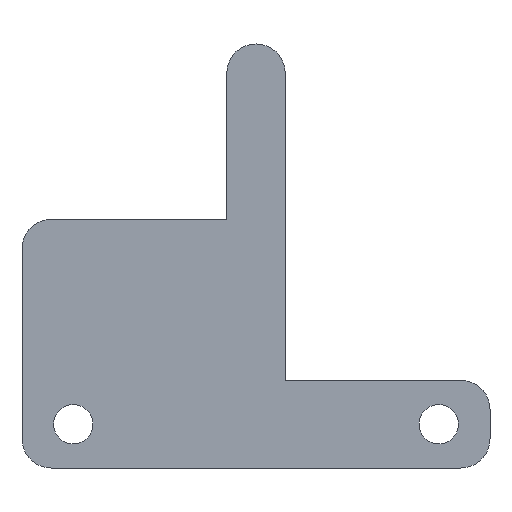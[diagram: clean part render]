
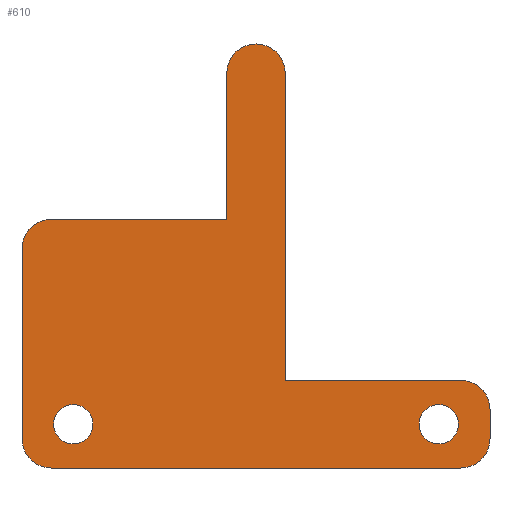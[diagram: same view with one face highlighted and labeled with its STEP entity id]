
A CAD part, front view. The second image highlights one B-rep face of the part: STEP entity #610.
In plain terms, the highlighted planar face has unit normal (0, -1, 0).
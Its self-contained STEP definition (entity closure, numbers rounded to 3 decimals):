
#5 = DIRECTION ( 'NONE',  ( 0., 0., 1. ) ) ;
#9 = AXIS2_PLACEMENT_3D ( 'NONE', #415, #63, #5 ) ;
#13 = CARTESIAN_POINT ( 'NONE',  ( 32., 0., 6. ) ) ;
#17 = EDGE_CURVE ( 'NONE', #442, #210, #384, .T. ) ;
#19 = AXIS2_PLACEMENT_3D ( 'NONE', #106, #600, #550 ) ;
#25 = CARTESIAN_POINT ( 'NONE',  ( 23.626, 0., 6. ) ) ;
#28 = VECTOR ( 'NONE', #607, 1000. ) ;
#39 = VERTEX_POINT ( 'NONE', #201 ) ;
#40 = LINE ( 'NONE', #537, #274 ) ;
#41 = AXIS2_PLACEMENT_3D ( 'NONE', #538, #642, #378 ) ;
#46 = DIRECTION ( 'NONE',  ( 0., 1., 0. ) ) ;
#53 = EDGE_CURVE ( 'NONE', #39, #308, #269, .T. ) ;
#54 = DIRECTION ( 'NONE',  ( 0., 0., 1. ) ) ;
#55 = CARTESIAN_POINT ( 'NONE',  ( 32., 0., 0. ) ) ;
#58 = AXIS2_PLACEMENT_3D ( 'NONE', #189, #292, #584 ) ;
#59 = CARTESIAN_POINT ( 'NONE',  ( 18., 0., 29. ) ) ;
#60 = VERTEX_POINT ( 'NONE', #367 ) ;
#63 = DIRECTION ( 'NONE',  ( 0., -1., 0. ) ) ;
#72 = DIRECTION ( 'NONE',  ( 0., 0., 1. ) ) ;
#79 = VERTEX_POINT ( 'NONE', #561 ) ;
#84 = VERTEX_POINT ( 'NONE', #604 ) ;
#88 = EDGE_CURVE ( 'NONE', #275, #79, #527, .T. ) ;
#95 = CARTESIAN_POINT ( 'NONE',  ( 14., 0., 17. ) ) ;
#106 = CARTESIAN_POINT ( 'NONE',  ( 2., 0., 2. ) ) ;
#107 = VECTOR ( 'NONE', #523, 1000. ) ;
#108 = ORIENTED_EDGE ( 'NONE', *, *, #410, .F. ) ;
#112 = LINE ( 'NONE', #55, #658 ) ;
#115 = AXIS2_PLACEMENT_3D ( 'NONE', #151, #564, #54 ) ;
#121 = EDGE_CURVE ( 'NONE', #518, #634, #214, .T. ) ;
#122 = DIRECTION ( 'NONE',  ( 0., -1., 0. ) ) ;
#124 = CARTESIAN_POINT ( 'NONE',  ( 0., 0., 2. ) ) ;
#130 = ORIENTED_EDGE ( 'NONE', *, *, #343, .F. ) ;
#133 = CARTESIAN_POINT ( 'NONE',  ( 30., 0., 6. ) ) ;
#140 = DIRECTION ( 'NONE',  ( 0., 0., 1. ) ) ;
#142 = ORIENTED_EDGE ( 'NONE', *, *, #309, .T. ) ;
#151 = CARTESIAN_POINT ( 'NONE',  ( 30., 0., 2. ) ) ;
#156 = CARTESIAN_POINT ( 'NONE',  ( 30., 0., 4. ) ) ;
#166 = CARTESIAN_POINT ( 'NONE',  ( 3.5, 0., 3. ) ) ;
#172 = VERTEX_POINT ( 'NONE', #484 ) ;
#189 = CARTESIAN_POINT ( 'NONE',  ( 0., 0., 0. ) ) ;
#190 = CARTESIAN_POINT ( 'NONE',  ( 32., 0., 2. ) ) ;
#201 = CARTESIAN_POINT ( 'NONE',  ( 14., 0., 17. ) ) ;
#203 = EDGE_CURVE ( 'NONE', #372, #549, #347, .T. ) ;
#210 = VERTEX_POINT ( 'NONE', #190 ) ;
#214 = LINE ( 'NONE', #59, #333 ) ;
#215 = DIRECTION ( 'NONE',  ( 0., 0., 1. ) ) ;
#224 = LINE ( 'NONE', #423, #107 ) ;
#226 = DIRECTION ( 'NONE',  ( 0., 0., 1. ) ) ;
#229 = CARTESIAN_POINT ( 'NONE',  ( 16., 0., 27. ) ) ;
#238 = ORIENTED_EDGE ( 'NONE', *, *, #530, .F. ) ;
#254 = DIRECTION ( 'NONE',  ( 0., 0., 1. ) ) ;
#255 = VERTEX_POINT ( 'NONE', #133 ) ;
#259 = ORIENTED_EDGE ( 'NONE', *, *, #481, .T. ) ;
#263 = ORIENTED_EDGE ( 'NONE', *, *, #362, .T. ) ;
#269 = LINE ( 'NONE', #95, #28 ) ;
#273 = AXIS2_PLACEMENT_3D ( 'NONE', #383, #375, #226 ) ;
#274 = VECTOR ( 'NONE', #140, 1000. ) ;
#275 = VERTEX_POINT ( 'NONE', #124 ) ;
#277 = LINE ( 'NONE', #13, #474 ) ;
#283 = CIRCLE ( 'NONE', #506, 2. ) ;
#288 = EDGE_LOOP ( 'NONE', ( #263, #618 ) ) ;
#291 = VERTEX_POINT ( 'NONE', #419 ) ;
#292 = DIRECTION ( 'NONE',  ( 0., 1., 0. ) ) ;
#294 = VERTEX_POINT ( 'NONE', #357 ) ;
#295 = AXIS2_PLACEMENT_3D ( 'NONE', #461, #657, #215 ) ;
#297 = EDGE_CURVE ( 'NONE', #294, #84, #635, .T. ) ;
#303 = CARTESIAN_POINT ( 'NONE',  ( 18., 0., 6. ) ) ;
#308 = VERTEX_POINT ( 'NONE', #565 ) ;
#309 = EDGE_CURVE ( 'NONE', #291, #255, #283, .T. ) ;
#313 = CIRCLE ( 'NONE', #295, 1.35 ) ;
#322 = ORIENTED_EDGE ( 'NONE', *, *, #88, .T. ) ;
#323 = EDGE_CURVE ( 'NONE', #172, #60, #313, .T. ) ;
#333 = VECTOR ( 'NONE', #558, 1000. ) ;
#343 = EDGE_CURVE ( 'NONE', #442, #79, #112, .T. ) ;
#344 = FACE_OUTER_BOUND ( 'NONE', #560, .T. ) ;
#347 = CIRCLE ( 'NONE', #41, 1.35 ) ;
#352 = ORIENTED_EDGE ( 'NONE', *, *, #323, .T. ) ;
#357 = CARTESIAN_POINT ( 'NONE',  ( 2., 0., 17. ) ) ;
#362 = EDGE_CURVE ( 'NONE', #549, #372, #376, .T. ) ;
#367 = CARTESIAN_POINT ( 'NONE',  ( 28.5, 0., 1.65 ) ) ;
#372 = VERTEX_POINT ( 'NONE', #470 ) ;
#375 = DIRECTION ( 'NONE',  ( 0., 1., 0. ) ) ;
#376 = CIRCLE ( 'NONE', #456, 1.35 ) ;
#378 = DIRECTION ( 'NONE',  ( 0., 0., 1. ) ) ;
#379 = EDGE_CURVE ( 'NONE', #291, #210, #277, .T. ) ;
#383 = CARTESIAN_POINT ( 'NONE',  ( 28.5, 0., 3. ) ) ;
#384 = CIRCLE ( 'NONE', #115, 2. ) ;
#389 = FACE_BOUND ( 'NONE', #619, .T. ) ;
#392 = ORIENTED_EDGE ( 'NONE', *, *, #297, .T. ) ;
#396 = CARTESIAN_POINT ( 'NONE',  ( 18., 0., 27. ) ) ;
#398 = ORIENTED_EDGE ( 'NONE', *, *, #17, .T. ) ;
#410 = EDGE_CURVE ( 'NONE', #294, #39, #224, .T. ) ;
#415 = CARTESIAN_POINT ( 'NONE',  ( 2., 0., 15. ) ) ;
#417 = AXIS2_PLACEMENT_3D ( 'NONE', #626, #122, #72 ) ;
#418 = CIRCLE ( 'NONE', #497, 2. ) ;
#419 = CARTESIAN_POINT ( 'NONE',  ( 32., 0., 4. ) ) ;
#421 = CARTESIAN_POINT ( 'NONE',  ( 30., 0., 0. ) ) ;
#423 = CARTESIAN_POINT ( 'NONE',  ( 0., 0., 17. ) ) ;
#429 = DIRECTION ( 'NONE',  ( 0., -1., 0. ) ) ;
#434 = EDGE_CURVE ( 'NONE', #655, #308, #616, .T. ) ;
#442 = VERTEX_POINT ( 'NONE', #421 ) ;
#443 = PLANE ( 'NONE',  #58 ) ;
#454 = DIRECTION ( 'NONE',  ( 0., -1., 0. ) ) ;
#456 = AXIS2_PLACEMENT_3D ( 'NONE', #166, #46, #254 ) ;
#458 = DIRECTION ( 'NONE',  ( -1., 0., 0. ) ) ;
#461 = CARTESIAN_POINT ( 'NONE',  ( 28.5, 0., 3. ) ) ;
#467 = CIRCLE ( 'NONE', #273, 1.35 ) ;
#468 = VECTOR ( 'NONE', #546, 1000. ) ;
#469 = DIRECTION ( 'NONE',  ( 0., 0., -1. ) ) ;
#470 = CARTESIAN_POINT ( 'NONE',  ( 3.5, 0., 1.65 ) ) ;
#474 = VECTOR ( 'NONE', #469, 1000. ) ;
#481 = EDGE_CURVE ( 'NONE', #60, #172, #467, .T. ) ;
#484 = CARTESIAN_POINT ( 'NONE',  ( 28.5, 0., 4.35 ) ) ;
#492 = EDGE_CURVE ( 'NONE', #518, #655, #418, .T. ) ;
#497 = AXIS2_PLACEMENT_3D ( 'NONE', #229, #429, #581 ) ;
#502 = ORIENTED_EDGE ( 'NONE', *, *, #434, .T. ) ;
#506 = AXIS2_PLACEMENT_3D ( 'NONE', #156, #454, #617 ) ;
#513 = CARTESIAN_POINT ( 'NONE',  ( 16., 0., 29. ) ) ;
#518 = VERTEX_POINT ( 'NONE', #396 ) ;
#521 = ORIENTED_EDGE ( 'NONE', *, *, #121, .F. ) ;
#523 = DIRECTION ( 'NONE',  ( 1., 0., 0. ) ) ;
#527 = CIRCLE ( 'NONE', #19, 2. ) ;
#530 = EDGE_CURVE ( 'NONE', #275, #84, #40, .T. ) ;
#537 = CARTESIAN_POINT ( 'NONE',  ( 0., 0., 0. ) ) ;
#538 = CARTESIAN_POINT ( 'NONE',  ( 3.5, 0., 3. ) ) ;
#541 = LINE ( 'NONE', #25, #468 ) ;
#546 = DIRECTION ( 'NONE',  ( 1., 0., 0. ) ) ;
#548 = FACE_BOUND ( 'NONE', #288, .T. ) ;
#549 = VERTEX_POINT ( 'NONE', #640 ) ;
#550 = DIRECTION ( 'NONE',  ( 0., 0., 1. ) ) ;
#558 = DIRECTION ( 'NONE',  ( 0., 0., -1. ) ) ;
#560 = EDGE_LOOP ( 'NONE', ( #108, #392, #238, #322, #130, #398, #609, #142, #583, #521, #570, #502, #659 ) ) ;
#561 = CARTESIAN_POINT ( 'NONE',  ( 2., 0., 0. ) ) ;
#564 = DIRECTION ( 'NONE',  ( 0., -1., 0. ) ) ;
#565 = CARTESIAN_POINT ( 'NONE',  ( 14., 0., 27. ) ) ;
#570 = ORIENTED_EDGE ( 'NONE', *, *, #492, .T. ) ;
#576 = EDGE_CURVE ( 'NONE', #634, #255, #541, .T. ) ;
#581 = DIRECTION ( 'NONE',  ( 0., 0., 1. ) ) ;
#583 = ORIENTED_EDGE ( 'NONE', *, *, #576, .F. ) ;
#584 = DIRECTION ( 'NONE',  ( 0., 0., 1. ) ) ;
#600 = DIRECTION ( 'NONE',  ( 0., -1., 0. ) ) ;
#604 = CARTESIAN_POINT ( 'NONE',  ( 0., 0., 15. ) ) ;
#607 = DIRECTION ( 'NONE',  ( 0., 0., 1. ) ) ;
#609 = ORIENTED_EDGE ( 'NONE', *, *, #379, .F. ) ;
#610 = ADVANCED_FACE ( 'NONE', ( #548, #389, #344 ), #443, .F. ) ;
#616 = CIRCLE ( 'NONE', #417, 2. ) ;
#617 = DIRECTION ( 'NONE',  ( 0., 0., 1. ) ) ;
#618 = ORIENTED_EDGE ( 'NONE', *, *, #203, .T. ) ;
#619 = EDGE_LOOP ( 'NONE', ( #352, #259 ) ) ;
#626 = CARTESIAN_POINT ( 'NONE',  ( 16., 0., 27. ) ) ;
#634 = VERTEX_POINT ( 'NONE', #303 ) ;
#635 = CIRCLE ( 'NONE', #9, 2. ) ;
#640 = CARTESIAN_POINT ( 'NONE',  ( 3.5, 0., 4.35 ) ) ;
#642 = DIRECTION ( 'NONE',  ( 0., 1., 0. ) ) ;
#655 = VERTEX_POINT ( 'NONE', #513 ) ;
#657 = DIRECTION ( 'NONE',  ( 0., 1., 0. ) ) ;
#658 = VECTOR ( 'NONE', #458, 1000. ) ;
#659 = ORIENTED_EDGE ( 'NONE', *, *, #53, .F. ) ;
